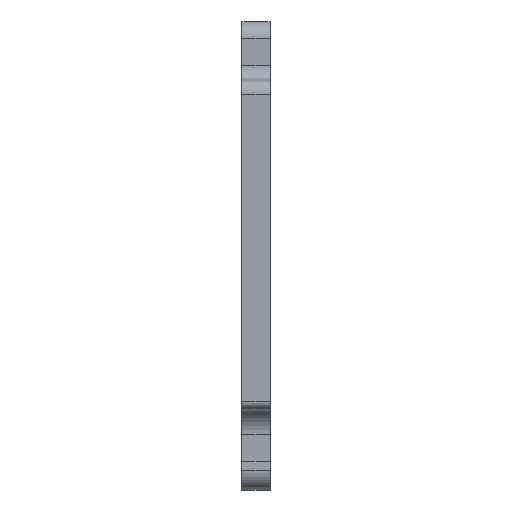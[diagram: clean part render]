
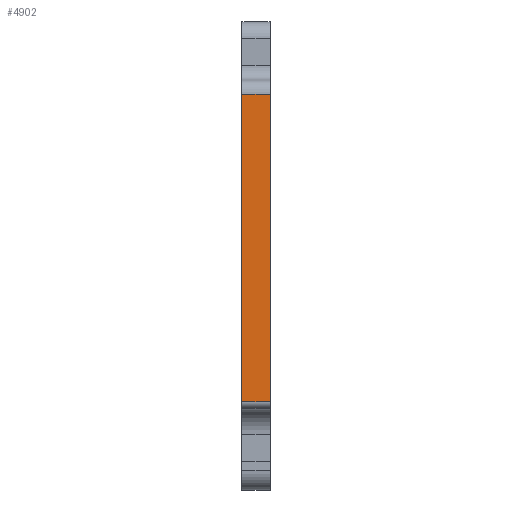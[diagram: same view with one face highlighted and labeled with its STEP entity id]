
A CAD part, left-side view. The second image highlights one B-rep face of the part: STEP entity #4902.
In plain terms, the highlighted planar face has unit normal (-1, 0, 0).
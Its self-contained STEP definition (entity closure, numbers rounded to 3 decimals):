
#489=LINE('',#8193,#947);
#519=LINE('',#8296,#977);
#520=LINE('',#8299,#978);
#521=LINE('',#8300,#979);
#947=VECTOR('',#6735,10.);
#977=VECTOR('',#6853,10.);
#978=VECTOR('',#6856,10.);
#979=VECTOR('',#6857,10.);
#1354=FACE_OUTER_BOUND('',#1632,.T.);
#1632=EDGE_LOOP('',(#4416,#4417,#4418,#4419));
#2361=VERTEX_POINT('',#8190);
#2362=VERTEX_POINT('',#8192);
#2391=VERTEX_POINT('',#8294);
#2392=VERTEX_POINT('',#8298);
#3040=EDGE_CURVE('',#2362,#2361,#489,.T.);
#3092=EDGE_CURVE('',#2391,#2361,#519,.T.);
#3093=EDGE_CURVE('',#2392,#2391,#520,.T.);
#3094=EDGE_CURVE('',#2392,#2362,#521,.T.);
#4416=ORIENTED_EDGE('',*,*,#3040,.T.);
#4417=ORIENTED_EDGE('',*,*,#3092,.F.);
#4418=ORIENTED_EDGE('',*,*,#3093,.F.);
#4419=ORIENTED_EDGE('',*,*,#3094,.T.);
#4654=PLANE('',#5414);
#4902=ADVANCED_FACE('',(#1354),#4654,.T.);
#5414=AXIS2_PLACEMENT_3D('',#8297,#6854,#6855);
#6735=DIRECTION('',(0.,0.,-1.));
#6853=DIRECTION('',(0.,1.,0.));
#6854=DIRECTION('center_axis',(-1.,0.,0.));
#6855=DIRECTION('ref_axis',(0.,0.,
1.));
#6856=DIRECTION('',(0.,0.,-1.));
#6857=DIRECTION('',(0.,1.,0.));
#8190=CARTESIAN_POINT('',(645.293,20.,537.488));
#8192=CARTESIAN_POINT('',(645.293,20.,603.061));
#8193=CARTESIAN_POINT('',(645.293,20.,545.687));
#8294=CARTESIAN_POINT('',(645.293,14.,537.488));
#8296=CARTESIAN_POINT('',(645.293,24.,537.488));
#8297=CARTESIAN_POINT('Origin',(645.293,16.,521.437));
#8298=CARTESIAN_POINT('',(645.293,14.,603.061));
#8299=CARTESIAN_POINT('',(645.293,14.,618.437));
#8300=CARTESIAN_POINT('',(645.293,24.,603.061));
